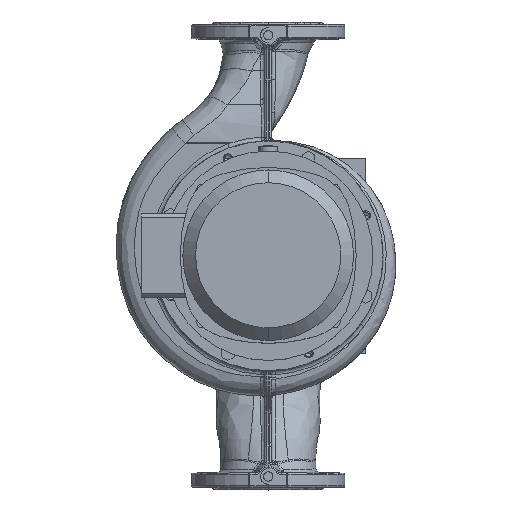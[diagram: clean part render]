
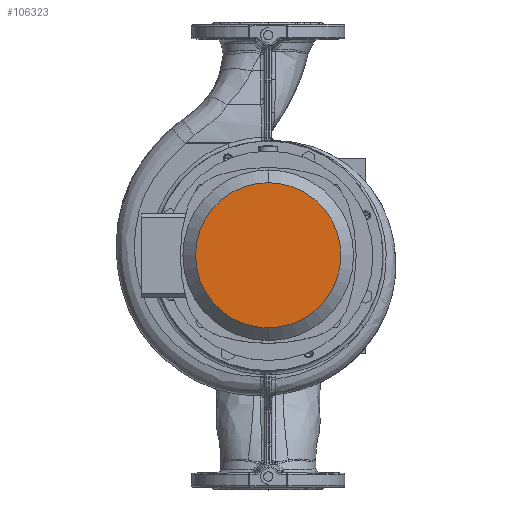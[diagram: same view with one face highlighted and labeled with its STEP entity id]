
A CAD part, top view. The second image highlights one B-rep face of the part: STEP entity #106323.
In plain terms, the highlighted planar face has unit normal (0, 0, 1).
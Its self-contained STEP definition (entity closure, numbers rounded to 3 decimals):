
#1157 = AXIS2_PLACEMENT_3D ( 'NONE', #135081, #135083, #135085 ) ;
#1159 = CIRCLE ( 'NONE', #1157, 104. ) ;
#6510 = AXIS2_PLACEMENT_3D ( 'NONE', #19520, #19527, #19528 ) ;
#11615 = EDGE_CURVE ( 'NONE', #123463, #123468, #1159, .T. ) ;
#15768 = EDGE_LOOP ( 'NONE', ( #124043, #124009 ) ) ;
#19520 = CARTESIAN_POINT ( 'NONE',  ( -104., 0., 504.6 ) ) ;
#19523 = FACE_OUTER_BOUND ( 'NONE', #15768, .T. ) ;
#19524 = PLANE ( 'NONE',  #6510 ) ;
#19527 = DIRECTION ( 'NONE',  ( 0., 0., -1. ) ) ;
#19528 = DIRECTION ( 'NONE',  ( 0., -1., 0. ) ) ;
#19746 = EDGE_CURVE ( 'NONE', #123468, #123463, #73240, .T. ) ;
#45403 = CARTESIAN_POINT ( 'NONE',  ( 0., 0., 504.6 ) ) ;
#45404 = DIRECTION ( 'NONE',  ( 0., 0., 1. ) ) ;
#45405 = DIRECTION ( 'NONE',  ( 0., 1., 0. ) ) ;
#60184 = CARTESIAN_POINT ( 'NONE',  ( 0., 104., 504.6 ) ) ;
#60189 = CARTESIAN_POINT ( 'NONE',  ( 0., -104., 504.6 ) ) ;
#73204 = AXIS2_PLACEMENT_3D ( 'NONE', #45403, #45404, #45405 ) ;
#73240 = CIRCLE ( 'NONE', #73204, 104. ) ;
#106323 = ADVANCED_FACE ( 'NONE', ( #19523 ), #19524, .F. ) ;
#123463 = VERTEX_POINT ( 'NONE', #60184 ) ;
#123468 = VERTEX_POINT ( 'NONE', #60189 ) ;
#124009 = ORIENTED_EDGE ( 'NONE', *, *, #11615, .T. ) ;
#124043 = ORIENTED_EDGE ( 'NONE', *, *, #19746, .T. ) ;
#135081 = CARTESIAN_POINT ( 'NONE',  ( 0., 0., 504.6 ) ) ;
#135083 = DIRECTION ( 'NONE',  ( 0., 0., 1. ) ) ;
#135085 = DIRECTION ( 'NONE',  ( 0., 1., 0. ) ) ;
